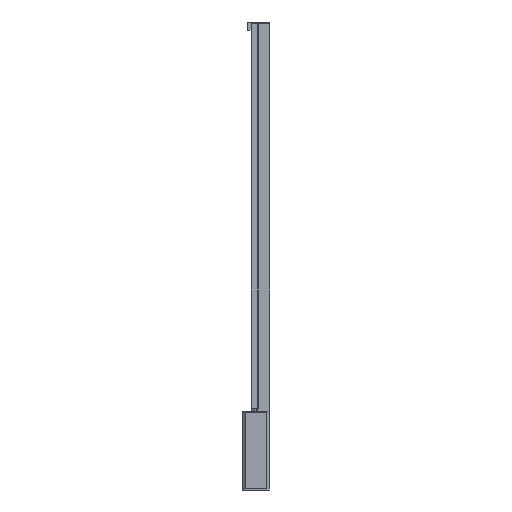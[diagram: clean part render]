
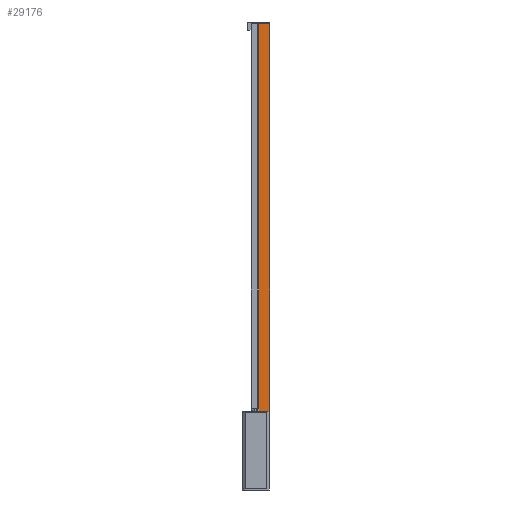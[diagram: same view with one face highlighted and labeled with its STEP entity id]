
A CAD part, left-side view. The second image highlights one B-rep face of the part: STEP entity #29176.
In plain terms, the highlighted planar face has unit normal (-1, 0, 0).
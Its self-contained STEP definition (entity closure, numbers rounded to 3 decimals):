
#454 = CARTESIAN_POINT ( 'NONE',  ( -50., -21.5, 816.12 ) ) ;
#996 = EDGE_CURVE ( 'NONE', #18579, #23259, #26742, .T. ) ;
#1420 = LINE ( 'NONE', #27623, #5890 ) ;
#2526 = LINE ( 'NONE', #26540, #4761 ) ;
#3133 = CARTESIAN_POINT ( 'NONE',  ( -50., -21.5, 0. ) ) ;
#3667 = ORIENTED_EDGE ( 'NONE', *, *, #996, .T. ) ;
#4388 = ORIENTED_EDGE ( 'NONE', *, *, #11167, .F. ) ;
#4761 = VECTOR ( 'NONE', #11926, 1000. ) ;
#4787 = CARTESIAN_POINT ( 'NONE',  ( -50., -4.95, 0. ) ) ;
#4820 = VERTEX_POINT ( 'NONE', #23005 ) ;
#5259 = FACE_OUTER_BOUND ( 'NONE', #16747, .T. ) ;
#5890 = VECTOR ( 'NONE', #20519, 1000. ) ;
#6328 = CARTESIAN_POINT ( 'NONE',  ( -50., -4.95, 712. ) ) ;
#9262 = EDGE_CURVE ( 'NONE', #10127, #4820, #2526, .T. ) ;
#9795 = PLANE ( 'NONE',  #28089 ) ;
#10025 = VECTOR ( 'NONE', #17065, 1000. ) ;
#10127 = VERTEX_POINT ( 'NONE', #6328 ) ;
#11167 = EDGE_CURVE ( 'NONE', #4820, #23259, #26495, .T. ) ;
#11926 = DIRECTION ( 'NONE',  ( 0., -1., 0. ) ) ;
#13942 = EDGE_CURVE ( 'NONE', #10127, #18579, #1420, .T. ) ;
#14488 = CARTESIAN_POINT ( 'NONE',  ( -50., -4.95, 0. ) ) ;
#16747 = EDGE_LOOP ( 'NONE', ( #20319, #20709, #3667, #4388 ) ) ;
#16983 = VECTOR ( 'NONE', #24033, 1000. ) ;
#17065 = DIRECTION ( 'NONE',  ( 0., 0., -1. ) ) ;
#17494 = DIRECTION ( 'NONE',  ( 0., 1., 0. ) ) ;
#18579 = VERTEX_POINT ( 'NONE', #4787 ) ;
#20319 = ORIENTED_EDGE ( 'NONE', *, *, #9262, .F. ) ;
#20519 = DIRECTION ( 'NONE',  ( 0., 0., -1. ) ) ;
#20709 = ORIENTED_EDGE ( 'NONE', *, *, #13942, .T. ) ;
#23005 = CARTESIAN_POINT ( 'NONE',  ( -50., -21.5, 712. ) ) ;
#23259 = VERTEX_POINT ( 'NONE', #3133 ) ;
#24033 = DIRECTION ( 'NONE',  ( 0., -1., 0. ) ) ;
#26495 = LINE ( 'NONE', #454, #10025 ) ;
#26540 = CARTESIAN_POINT ( 'NONE',  ( -50., -4.95, 712. ) ) ;
#26742 = LINE ( 'NONE', #14488, #16983 ) ;
#26914 = CARTESIAN_POINT ( 'NONE',  ( -50., -4.95, 816.12 ) ) ;
#27623 = CARTESIAN_POINT ( 'NONE',  ( -50., -4.95, 816.12 ) ) ;
#28089 = AXIS2_PLACEMENT_3D ( 'NONE', #26914, #29109, #17494 ) ;
#29109 = DIRECTION ( 'NONE',  ( 1., 0., 0. ) ) ;
#29176 = ADVANCED_FACE ( 'NONE', ( #5259 ), #9795, .F. ) ;
